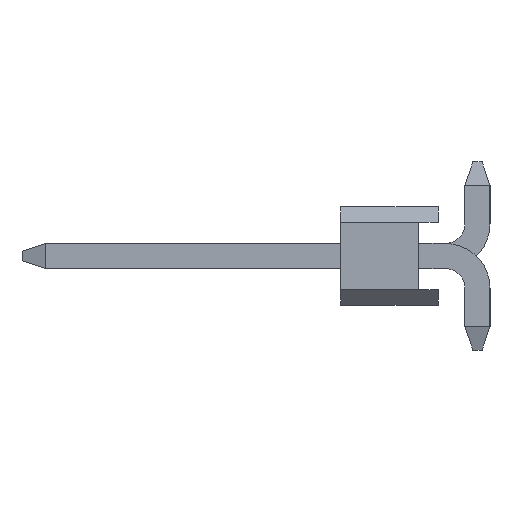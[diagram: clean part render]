
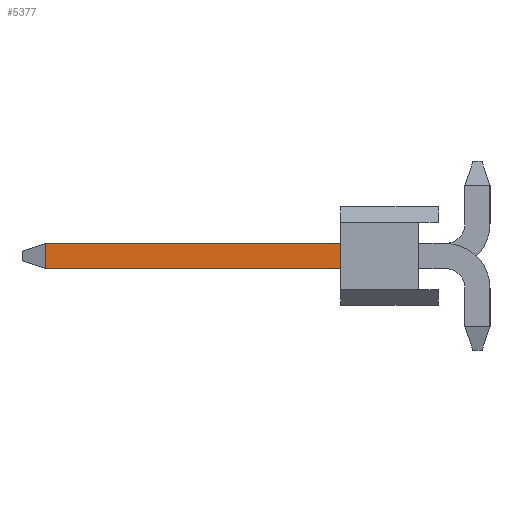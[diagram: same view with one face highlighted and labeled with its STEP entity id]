
A CAD part, left-side view. The second image highlights one B-rep face of the part: STEP entity #5377.
In plain terms, the highlighted planar face has unit normal (-1, 0, 0).
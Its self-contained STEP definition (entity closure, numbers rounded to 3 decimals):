
#141=DIRECTION('',(0.,0.,-1.));
#142=VECTOR('',#141,0.64);
#143=CARTESIAN_POINT('',(-11.75,1.245,0.32));
#144=LINE('',#143,#142);
#573=DIRECTION('',(0.,0.,-1.));
#574=VECTOR('',#573,0.64);
#575=CARTESIAN_POINT('',(-11.75,8.775,0.32));
#576=LINE('',#575,#574);
#577=DIRECTION('',(0.,-1.,0.));
#578=VECTOR('',#577,7.53);
#579=CARTESIAN_POINT('',(-11.75,8.775,0.32));
#580=LINE('',#579,#578);
#581=DIRECTION('',(0.,1.,0.));
#582=VECTOR('',#581,7.53);
#583=CARTESIAN_POINT('',(-11.75,1.245,-0.32));
#584=LINE('',#583,#582);
#3689=CARTESIAN_POINT('',(-11.75,1.245,0.32));
#3690=CARTESIAN_POINT('',(-11.75,1.245,-0.32));
#3691=VERTEX_POINT('',#3689);
#3692=VERTEX_POINT('',#3690);
#3787=CARTESIAN_POINT('',(-11.75,8.775,0.32));
#3788=CARTESIAN_POINT('',(-11.75,8.775,-0.32));
#3789=VERTEX_POINT('',#3787);
#3790=VERTEX_POINT('',#3788);
#5363=CARTESIAN_POINT('',(-11.75,0.,0.));
#5364=DIRECTION('',(1.,0.,0.));
#5365=DIRECTION('',(0.,0.,-1.));
#5366=AXIS2_PLACEMENT_3D('',#5363,#5364,#5365);
#5367=PLANE('',#5366);
#5369=ORIENTED_EDGE('',*,*,#5368,.F.);
#5371=ORIENTED_EDGE('',*,*,#5370,.T.);
#5372=ORIENTED_EDGE('',*,*,#5318,.T.);
#5374=ORIENTED_EDGE('',*,*,#5373,.T.);
#5375=EDGE_LOOP('',(#5369,#5371,#5372,#5374));
#5376=FACE_OUTER_BOUND('',#5375,.F.);
#5377=ADVANCED_FACE('',(#5376),#5367,.F.);
#5318=EDGE_CURVE('',#3691,#3692,#144,.T.);
#5368=EDGE_CURVE('',#3789,#3790,#576,.T.);
#5370=EDGE_CURVE('',#3789,#3691,#580,.T.);
#5373=EDGE_CURVE('',#3692,#3790,#584,.T.);
